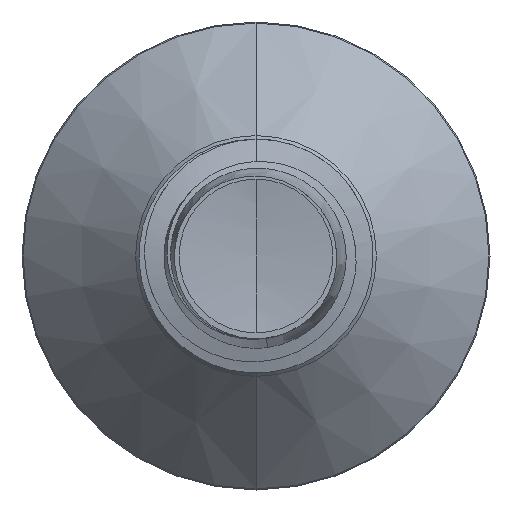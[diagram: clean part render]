
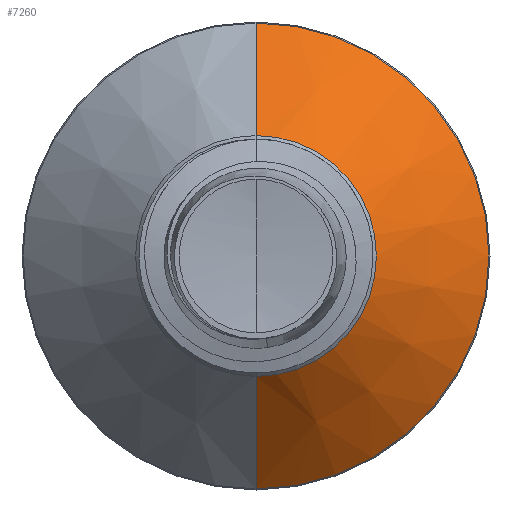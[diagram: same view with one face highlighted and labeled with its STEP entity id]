
A CAD part, front view. The second image highlights one B-rep face of the part: STEP entity #7260.
In plain terms, the highlighted conical face has half-angle 45 degrees and reference radius 3.088 mm.
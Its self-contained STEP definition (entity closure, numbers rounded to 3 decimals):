
#193 = CARTESIAN_POINT ( 'NONE',  ( 0., 3.239, -3.089 ) ) ;
#280 = EDGE_CURVE ( 'NONE', #1089, #10149, #4658, .T. ) ;
#314 = EDGE_CURVE ( 'NONE', #10149, #3445, #8178, .T. ) ;
#470 = DIRECTION ( 'NONE',  ( 0., 1., 0. ) ) ;
#494 = CARTESIAN_POINT ( 'NONE',  ( 0., 3.239, 0. ) ) ;
#980 = VECTOR ( 'NONE', #10603, 1000. ) ;
#1087 = EDGE_CURVE ( 'NONE', #1089, #2448, #6051, .T. ) ;
#1089 = VERTEX_POINT ( 'NONE', #10235 ) ;
#1256 = EDGE_CURVE ( 'NONE', #2448, #3445, #8540, .T. ) ;
#1267 = CONICAL_SURFACE ( 'NONE', #7499, 3.089, 0.785 ) ;
#1938 = FACE_OUTER_BOUND ( 'NONE', #8138, .T. ) ;
#2448 = VERTEX_POINT ( 'NONE', #7059 ) ;
#2706 = ORIENTED_EDGE ( 'NONE', *, *, #280, .F. ) ;
#3445 = VERTEX_POINT ( 'NONE', #11165 ) ;
#4589 = DIRECTION ( 'NONE',  ( 0., 0., 1. ) ) ;
#4658 = LINE ( 'NONE', #10547, #980 ) ;
#4908 = ORIENTED_EDGE ( 'NONE', *, *, #314, .F. ) ;
#6051 = CIRCLE ( 'NONE', #10327, 3.089 ) ;
#6787 = ORIENTED_EDGE ( 'NONE', *, *, #1256, .T. ) ;
#7059 = CARTESIAN_POINT ( 'NONE',  ( 0., 3.239, -3.089 ) ) ;
#7260 = ADVANCED_FACE ( 'NONE', ( #1938 ), #1267, .T. ) ;
#7499 = AXIS2_PLACEMENT_3D ( 'NONE', #10740, #12066, #4589 ) ;
#8138 = EDGE_LOOP ( 'NONE', ( #8541, #6787, #4908, #2706 ) ) ;
#8178 = CIRCLE ( 'NONE', #12243, 5.974 ) ;
#8490 = VECTOR ( 'NONE', #12117, 1000. ) ;
#8540 = LINE ( 'NONE', #193, #8490 ) ;
#8541 = ORIENTED_EDGE ( 'NONE', *, *, #1087, .T. ) ;
#8557 = CARTESIAN_POINT ( 'NONE',  ( 0., 6.124, 5.974 ) ) ;
#10149 = VERTEX_POINT ( 'NONE', #8557 ) ;
#10235 = CARTESIAN_POINT ( 'NONE',  ( 0., 3.239, 3.089 ) ) ;
#10327 = AXIS2_PLACEMENT_3D ( 'NONE', #494, #470, #10663 ) ;
#10547 = CARTESIAN_POINT ( 'NONE',  ( 0., 3.239, 3.089 ) ) ;
#10603 = DIRECTION ( 'NONE',  ( 0., 0.707, 0.707 ) ) ;
#10663 = DIRECTION ( 'NONE',  ( 0., 0., 1. ) ) ;
#10725 = DIRECTION ( 'NONE',  ( 0., 1., 0. ) ) ;
#10735 = CARTESIAN_POINT ( 'NONE',  ( 0., 6.124, 0. ) ) ;
#10740 = CARTESIAN_POINT ( 'NONE',  ( 0., 3.239, 0. ) ) ;
#10752 = DIRECTION ( 'NONE',  ( 0., 0., 1. ) ) ;
#11165 = CARTESIAN_POINT ( 'NONE',  ( 0., 6.124, -5.974 ) ) ;
#12066 = DIRECTION ( 'NONE',  ( 0., 1., 0. ) ) ;
#12117 = DIRECTION ( 'NONE',  ( 0., 0.707, -0.707 ) ) ;
#12243 = AXIS2_PLACEMENT_3D ( 'NONE', #10735, #10725, #10752 ) ;
